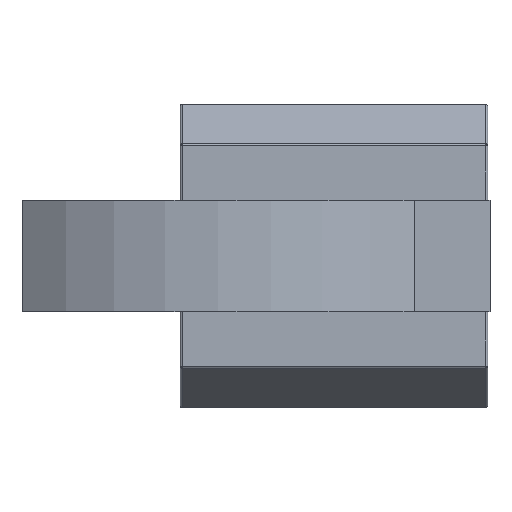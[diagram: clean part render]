
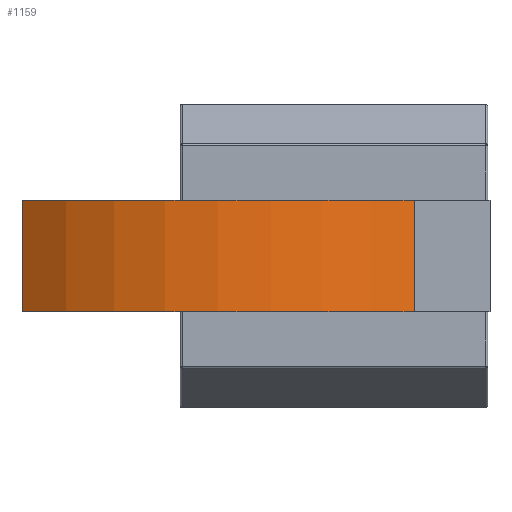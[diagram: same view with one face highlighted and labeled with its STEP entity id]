
A CAD part, front view. The second image highlights one B-rep face of the part: STEP entity #1159.
In plain terms, the highlighted cylindrical face has radius 13.857 mm (diameter 27.714 mm), a partial arc.
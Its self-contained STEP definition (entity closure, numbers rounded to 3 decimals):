
#8 = CARTESIAN_POINT ( 'NONE',  ( -20.896, 0.008, -9.4 ) ) ;
#13 = CARTESIAN_POINT ( 'NONE',  ( -3.296, -0.101, -9.4 ) ) ;
#32 = CARTESIAN_POINT ( 'NONE',  ( -12.03, 10.657, -4.4 ) ) ;
#33 = DIRECTION ( 'NONE',  ( 0., 0., -1. ) ) ;
#34 = DIRECTION ( 'NONE',  ( -1., 0., 0. ) ) ;
#97 = VERTEX_POINT ( 'NONE', #973 ) ;
#111 = VERTEX_POINT ( 'NONE', #8 ) ;
#116 = VERTEX_POINT ( 'NONE', #13 ) ;
#140 = VERTEX_POINT ( 'NONE', #628 ) ;
#266 = ORIENTED_EDGE ( 'NONE', *, *, #1400, .F. ) ;
#267 = ORIENTED_EDGE ( 'NONE', *, *, #468, .F. ) ;
#268 = ORIENTED_EDGE ( 'NONE', *, *, #461, .T. ) ;
#269 = ORIENTED_EDGE ( 'NONE', *, *, #511, .F. ) ;
#360 = CARTESIAN_POINT ( 'NONE',  ( -20.896, 0.008, -6.9 ) ) ;
#361 = DIRECTION ( 'NONE',  ( 0., 0., 1. ) ) ;
#416 = CARTESIAN_POINT ( 'NONE',  ( -12.03, 10.657, -9.4 ) ) ;
#417 = DIRECTION ( 'NONE',  ( 0., 0., -1. ) ) ;
#418 = DIRECTION ( 'NONE',  ( -1., 0., 0. ) ) ;
#461 = EDGE_CURVE ( 'NONE', #140, #97, #1196, .T. ) ;
#468 = EDGE_CURVE ( 'NONE', #111, #97, #1206, .T. ) ;
#511 = EDGE_CURVE ( 'NONE', #140, #116, #804, .T. ) ;
#537 = CARTESIAN_POINT ( 'NONE',  ( -3.296, -0.101, -6.9 ) ) ;
#538 = DIRECTION ( 'NONE',  ( 0., 0., -1. ) ) ;
#628 = CARTESIAN_POINT ( 'NONE',  ( -3.296, -0.101, -4.4 ) ) ;
#744 = CIRCLE ( 'NONE', #1377, 13.857 ) ;
#797 = CARTESIAN_POINT ( 'NONE',  ( -12.03, 10.657, -4.4 ) ) ;
#798 = DIRECTION ( 'NONE',  ( 0., 0., -1. ) ) ;
#799 = DIRECTION ( 'NONE',  ( -1., 0., 0. ) ) ;
#804 = LINE ( 'NONE', #537, #805 ) ;
#805 = VECTOR ( 'NONE', #538, 1000. ) ;
#973 = CARTESIAN_POINT ( 'NONE',  ( -20.896, 0.008, -4.4 ) ) ;
#1015 = EDGE_LOOP ( 'NONE', ( #269, #268, #267, #266 ) ) ;
#1159 = ADVANCED_FACE ( 'NONE', ( #1176 ), #1177, .T. ) ;
#1176 = FACE_OUTER_BOUND ( 'NONE', #1015, .T. ) ;
#1177 = CYLINDRICAL_SURFACE ( 'NONE', #1336, 13.857 ) ;
#1196 = CIRCLE ( 'NONE', #1357, 13.857 ) ;
#1206 = LINE ( 'NONE', #360, #1210 ) ;
#1210 = VECTOR ( 'NONE', #361, 1000. ) ;
#1336 = AXIS2_PLACEMENT_3D ( 'NONE', #797, #798, #799 ) ;
#1357 = AXIS2_PLACEMENT_3D ( 'NONE', #32, #33, #34 ) ;
#1377 = AXIS2_PLACEMENT_3D ( 'NONE', #416, #417, #418 ) ;
#1400 = EDGE_CURVE ( 'NONE', #116, #111, #744, .T. ) ;
